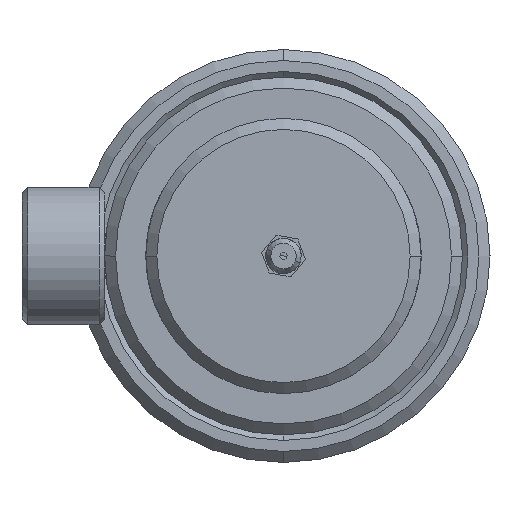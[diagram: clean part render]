
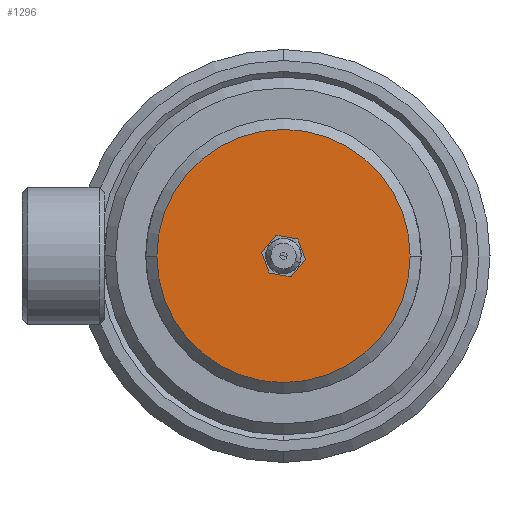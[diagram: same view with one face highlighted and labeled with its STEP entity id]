
A CAD part, left-side view. The second image highlights one B-rep face of the part: STEP entity #1296.
In plain terms, the highlighted planar face has unit normal (-1, 0, 0).
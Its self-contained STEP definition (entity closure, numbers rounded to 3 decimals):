
#122 = CARTESIAN_POINT ( 'NONE',  ( -232., 0., 0. ) ) ;
#147 = DIRECTION ( 'NONE',  ( 0., 0., 1. ) ) ;
#372 = CARTESIAN_POINT ( 'NONE',  ( -232., 0., 23. ) ) ;
#500 = ORIENTED_EDGE ( 'NONE', *, *, #910, .T. ) ;
#556 = DIRECTION ( 'NONE',  ( 0., 0., 1. ) ) ;
#567 = DIRECTION ( 'NONE',  ( -1., 0., 0. ) ) ;
#640 = CIRCLE ( 'NONE', #1752, 23. ) ;
#758 = VERTEX_POINT ( 'NONE', #2687 ) ;
#834 = EDGE_LOOP ( 'NONE', ( #500, #1734 ) ) ;
#871 = DIRECTION ( 'NONE',  ( -1., 0., 0. ) ) ;
#910 = EDGE_CURVE ( 'NONE', #961, #3870, #2543, .T. ) ;
#961 = VERTEX_POINT ( 'NONE', #3560 ) ;
#963 = CIRCLE ( 'NONE', #4015, 2.5 ) ;
#1296 = ADVANCED_FACE ( 'NONE', ( #4178, #1490 ), #2954, .T. ) ;
#1490 = FACE_OUTER_BOUND ( 'NONE', #834, .T. ) ;
#1557 = EDGE_CURVE ( 'NONE', #758, #3124, #2867, .T. ) ;
#1734 = ORIENTED_EDGE ( 'NONE', *, *, #2277, .T. ) ;
#1752 = AXIS2_PLACEMENT_3D ( 'NONE', #2892, #871, #556 ) ;
#1773 = CARTESIAN_POINT ( 'NONE',  ( -232., 0., 0. ) ) ;
#2087 = CARTESIAN_POINT ( 'NONE',  ( -232., 0., 2.5 ) ) ;
#2146 = EDGE_CURVE ( 'NONE', #3124, #758, #963, .T. ) ;
#2262 = DIRECTION ( 'NONE',  ( 0., 0., 1. ) ) ;
#2277 = EDGE_CURVE ( 'NONE', #3870, #961, #640, .T. ) ;
#2396 = DIRECTION ( 'NONE',  ( -1., 0., 0. ) ) ;
#2412 = CARTESIAN_POINT ( 'NONE',  ( -232., 0., 0. ) ) ;
#2543 = CIRCLE ( 'NONE', #4279, 23. ) ;
#2687 = CARTESIAN_POINT ( 'NONE',  ( -232., 0., -2.5 ) ) ;
#2857 = AXIS2_PLACEMENT_3D ( 'NONE', #4309, #3768, #2262 ) ;
#2867 = CIRCLE ( 'NONE', #2993, 2.5 ) ;
#2892 = CARTESIAN_POINT ( 'NONE',  ( -232., 0., 0. ) ) ;
#2954 = PLANE ( 'NONE',  #2857 ) ;
#2993 = AXIS2_PLACEMENT_3D ( 'NONE', #2412, #567, #3891 ) ;
#3020 = DIRECTION ( 'NONE',  ( 0., 0., 1. ) ) ;
#3124 = VERTEX_POINT ( 'NONE', #2087 ) ;
#3527 = DIRECTION ( 'NONE',  ( -1., 0., 0. ) ) ;
#3560 = CARTESIAN_POINT ( 'NONE',  ( -232., 0., -23. ) ) ;
#3616 = ORIENTED_EDGE ( 'NONE', *, *, #2146, .F. ) ;
#3640 = EDGE_LOOP ( 'NONE', ( #3616, #3899 ) ) ;
#3768 = DIRECTION ( 'NONE',  ( -1., 0., 0. ) ) ;
#3870 = VERTEX_POINT ( 'NONE', #372 ) ;
#3891 = DIRECTION ( 'NONE',  ( 0., 0., 1. ) ) ;
#3899 = ORIENTED_EDGE ( 'NONE', *, *, #1557, .F. ) ;
#4015 = AXIS2_PLACEMENT_3D ( 'NONE', #122, #3527, #3020 ) ;
#4178 = FACE_BOUND ( 'NONE', #3640, .T. ) ;
#4279 = AXIS2_PLACEMENT_3D ( 'NONE', #1773, #2396, #147 ) ;
#4309 = CARTESIAN_POINT ( 'NONE',  ( -232., 0., 0. ) ) ;
